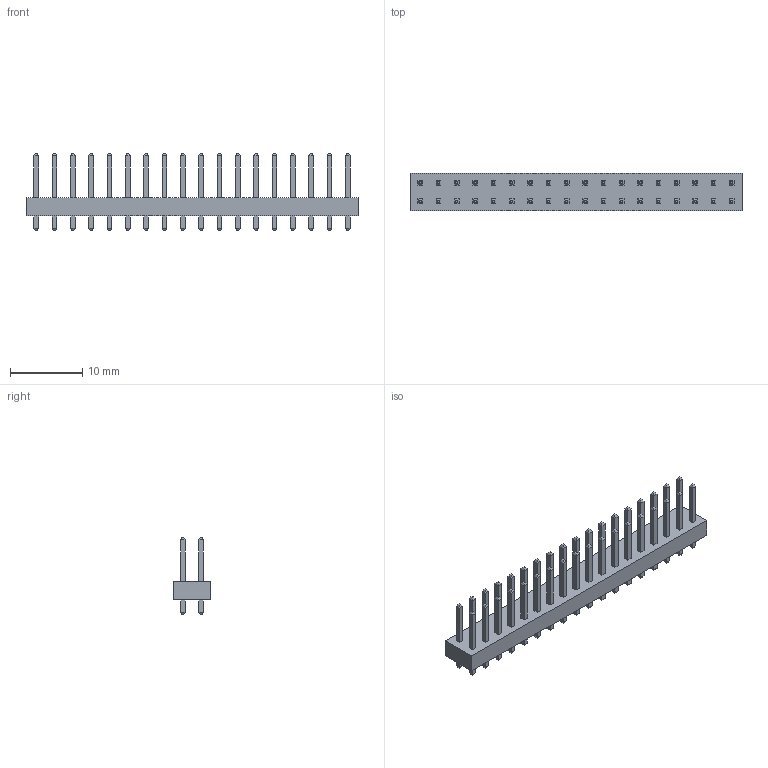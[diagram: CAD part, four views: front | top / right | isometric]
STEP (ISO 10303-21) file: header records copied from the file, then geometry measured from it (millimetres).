
FILE_DESCRIPTION (( 'STEP AP214' ), '1' );
FILE_NAME ( 'HDRV36W64P254_18X2_4602X515H865.STEP', '2022-06-18T21:59:53', ( '' ), ( '' ), '', '©2017 PCB Libraries, Inc.', '' );
FILE_SCHEMA (( 'AUTOMOTIVE_DESIGN' ));
Length unit declared in the file: millimetre
Products named in the file (1): HDRV36W64P254_18X2_4602X515H865
Bounding box: 46.02 x 5.15 x 10.65 mm (x, y, z)
Volume: 717.7 mm3; surface area: 1508.3 mm2
Topology: 73 solids, 73 shells, 726 faces, 1452 edges, 872 vertices
Faces by surface type: plane 726
Entity records: 20315 total; most frequent: CARTESIAN_POINT 3051, DIRECTION 2906, ORIENTED_EDGE 2904, VECTOR 1452, LINE 1452, EDGE_CURVE 1452, VERTEX_POINT 872, STYLED_ITEM 800
